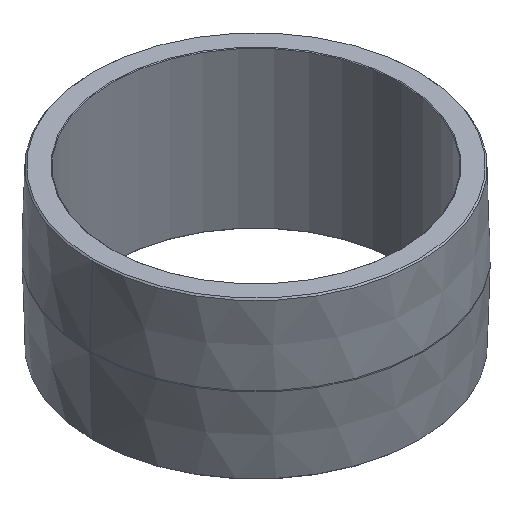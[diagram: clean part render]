
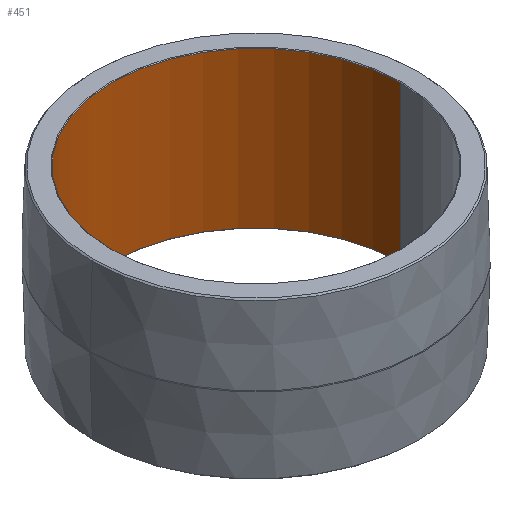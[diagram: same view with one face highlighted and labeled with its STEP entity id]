
A CAD part, isometric view. The second image highlights one B-rep face of the part: STEP entity #451.
In plain terms, the highlighted cylindrical face has radius 73.101 mm (diameter 146.202 mm), a partial arc.
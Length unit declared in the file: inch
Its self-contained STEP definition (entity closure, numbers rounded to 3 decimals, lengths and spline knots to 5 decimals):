
#4 = VECTOR ( 'NONE', #351, 39.37008 ) ;
#8 = EDGE_LOOP ( 'NONE', ( #513, #233, #534, #277 ) ) ;
#43 = DIRECTION ( 'NONE',  ( 0., 0., -1. ) ) ;
#56 = VERTEX_POINT ( 'NONE', #463 ) ;
#70 = AXIS2_PLACEMENT_3D ( 'NONE', #313, #399, #402 ) ;
#116 = CARTESIAN_POINT ( 'NONE',  ( 2.878, 0., 3.125 ) ) ;
#131 = CARTESIAN_POINT ( 'NONE',  ( -2.878, 0., 0.0125 ) ) ;
#134 = CARTESIAN_POINT ( 'NONE',  ( 2.878, 0., 3.1125 ) ) ;
#175 = VERTEX_POINT ( 'NONE', #131 ) ;
#182 = VERTEX_POINT ( 'NONE', #134 ) ;
#184 = EDGE_CURVE ( 'NONE', #56, #175, #301, .T. ) ;
#198 = CARTESIAN_POINT ( 'NONE',  ( 2.878, 0., 0.0125 ) ) ;
#204 = CARTESIAN_POINT ( 'NONE',  ( 0., 0., 0.0125 ) ) ;
#207 = CARTESIAN_POINT ( 'NONE',  ( 0., 0., 3.125 ) ) ;
#230 = AXIS2_PLACEMENT_3D ( 'NONE', #207, #43, #551 ) ;
#233 = ORIENTED_EDGE ( 'NONE', *, *, #303, .T. ) ;
#237 = DIRECTION ( 'NONE',  ( 0., 0., -1. ) ) ;
#238 = AXIS2_PLACEMENT_3D ( 'NONE', #204, #237, #541 ) ;
#277 = ORIENTED_EDGE ( 'NONE', *, *, #340, .T. ) ;
#290 = LINE ( 'NONE', #116, #292 ) ;
#292 = VECTOR ( 'NONE', #336, 39.37008 ) ;
#298 = CARTESIAN_POINT ( 'NONE',  ( -2.878, 0., 3.125 ) ) ;
#301 = LINE ( 'NONE', #298, #4 ) ;
#303 = EDGE_CURVE ( 'NONE', #182, #56, #508, .T. ) ;
#313 = CARTESIAN_POINT ( 'NONE',  ( 0., 0., 3.1125 ) ) ;
#318 = CIRCLE ( 'NONE', #238, 2.878 ) ;
#319 = VERTEX_POINT ( 'NONE', #198 ) ;
#336 = DIRECTION ( 'NONE',  ( 0., 0., -1. ) ) ;
#340 = EDGE_CURVE ( 'NONE', #175, #319, #318, .T. ) ;
#351 = DIRECTION ( 'NONE',  ( 0., 0., -1. ) ) ;
#382 = CYLINDRICAL_SURFACE ( 'NONE', #230, 2.878 ) ;
#399 = DIRECTION ( 'NONE',  ( 0., 0., 1. ) ) ;
#402 = DIRECTION ( 'NONE',  ( 1., 0., 0. ) ) ;
#429 = FACE_OUTER_BOUND ( 'NONE', #8, .T. ) ;
#451 = ADVANCED_FACE ( 'NONE', ( #429 ), #382, .F. ) ;
#463 = CARTESIAN_POINT ( 'NONE',  ( -2.878, 0., 3.1125 ) ) ;
#505 = EDGE_CURVE ( 'NONE', #182, #319, #290, .T. ) ;
#508 = CIRCLE ( 'NONE', #70, 2.878 ) ;
#513 = ORIENTED_EDGE ( 'NONE', *, *, #505, .F. ) ;
#534 = ORIENTED_EDGE ( 'NONE', *, *, #184, .T. ) ;
#541 = DIRECTION ( 'NONE',  ( 1., 0., 0. ) ) ;
#551 = DIRECTION ( 'NONE',  ( -1., 0., 0. ) ) ;
